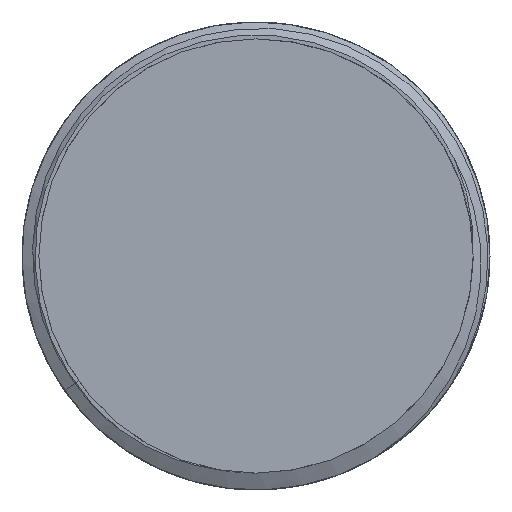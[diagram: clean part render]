
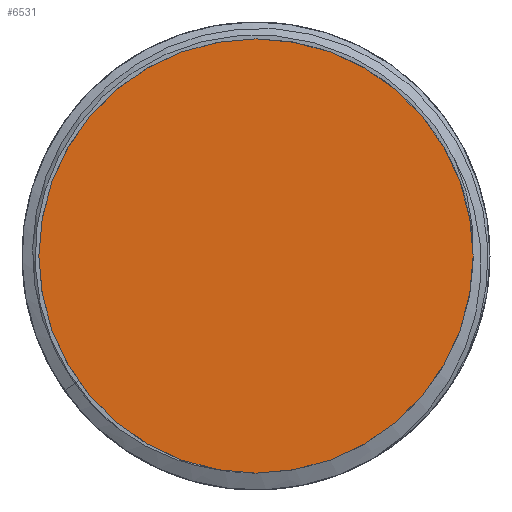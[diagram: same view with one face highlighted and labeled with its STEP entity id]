
A CAD part, front view. The second image highlights one B-rep face of the part: STEP entity #6531.
In plain terms, the highlighted planar face has unit normal (0, -1, 0).
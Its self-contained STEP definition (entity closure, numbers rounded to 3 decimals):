
#36=CARTESIAN_POINT('',(0.,-2.5,0.));
#37=DIRECTION('',(0.,-1.,0.));
#38=DIRECTION('',(0.,0.,-1.));
#39=AXIS2_PLACEMENT_3D('',#36,#37,#38);
#41=CARTESIAN_POINT('',(0.,-2.5,0.));
#42=DIRECTION('',(0.,-1.,0.));
#43=DIRECTION('',(0.,0.,1.));
#44=AXIS2_PLACEMENT_3D('',#41,#42,#43);
#6150=CARTESIAN_POINT('',(0.,-2.5,-8.35));
#6151=CARTESIAN_POINT('',(0.,-2.5,8.35));
#6152=VERTEX_POINT('',#6150);
#6153=VERTEX_POINT('',#6151);
#6522=CARTESIAN_POINT('',(0.,-2.5,0.));
#6523=DIRECTION('',(0.,-1.,0.));
#6524=DIRECTION('',(0.,0.,-1.));
#6525=AXIS2_PLACEMENT_3D('',#6522,#6523,#6524);
#6526=PLANE('',#6525);
#6527=ORIENTED_EDGE('',*,*,#6502,.F.);
#6528=ORIENTED_EDGE('',*,*,#6513,.F.);
#6529=EDGE_LOOP('',(#6527,#6528));
#6530=FACE_OUTER_BOUND('',#6529,.F.);
#6531=ADVANCED_FACE('',(#6530),#6526,.T.);
#40=CIRCLE('',#39,8.35);
#45=CIRCLE('',#44,8.35);
#6502=EDGE_CURVE('',#6152,#6153,#40,.T.);
#6513=EDGE_CURVE('',#6153,#6152,#45,.T.);
